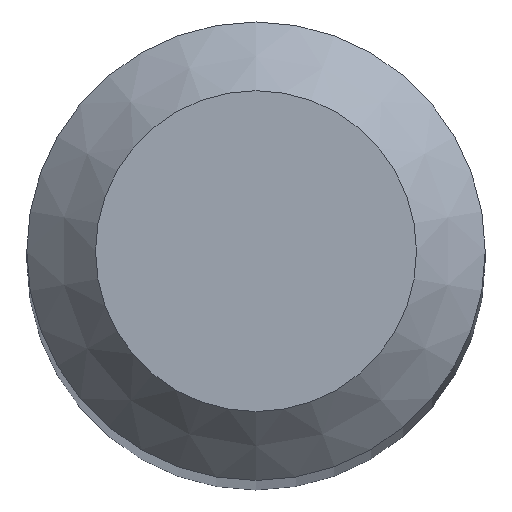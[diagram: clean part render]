
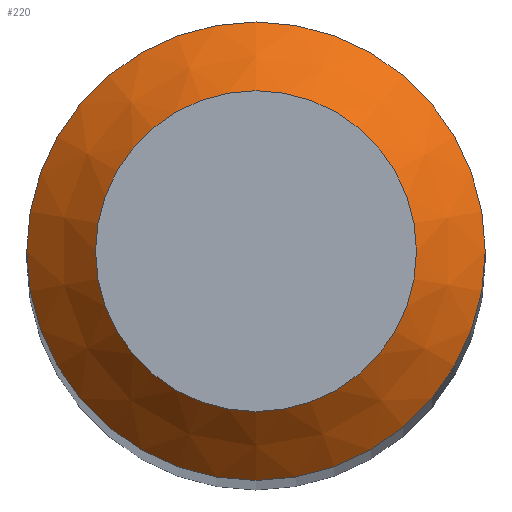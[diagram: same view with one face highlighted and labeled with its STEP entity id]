
A CAD part, top view. The second image highlights one B-rep face of the part: STEP entity #220.
In plain terms, the highlighted conical face has half-angle 45 degrees and reference radius 0.7 mm.
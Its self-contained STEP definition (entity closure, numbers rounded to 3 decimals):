
#25 = DIRECTION ( 'NONE',  ( 0., 0., -1. ) ) ;
#68 = ORIENTED_EDGE ( 'NONE', *, *, #73, .F. ) ;
#73 = EDGE_CURVE ( 'NONE', #77, #77, #173, .T. ) ;
#77 = VERTEX_POINT ( 'NONE', #161 ) ;
#80 = FACE_OUTER_BOUND ( 'NONE', #114, .T. ) ;
#82 = AXIS2_PLACEMENT_3D ( 'NONE', #178, #122, #89 ) ;
#86 = DIRECTION ( 'NONE',  ( 0., 0., -1. ) ) ;
#89 = DIRECTION ( 'NONE',  ( 0., 1., 0. ) ) ;
#114 = EDGE_LOOP ( 'NONE', ( #68 ) ) ;
#119 = AXIS2_PLACEMENT_3D ( 'NONE', #195, #25, #139 ) ;
#122 = DIRECTION ( 'NONE',  ( 0., 0., -1. ) ) ;
#139 = DIRECTION ( 'NONE',  ( 0., 1., 0. ) ) ;
#141 = VERTEX_POINT ( 'NONE', #210 ) ;
#154 = EDGE_CURVE ( 'NONE', #141, #141, #175, .T. ) ;
#156 = FACE_BOUND ( 'NONE', #202, .T. ) ;
#159 = AXIS2_PLACEMENT_3D ( 'NONE', #207, #86, #194 ) ;
#161 = CARTESIAN_POINT ( 'NONE',  ( 0., 1., 31.7 ) ) ;
#173 = CIRCLE ( 'NONE', #82, 1. ) ;
#175 = CIRCLE ( 'NONE', #159, 0.7 ) ;
#178 = CARTESIAN_POINT ( 'NONE',  ( 0., 0., 31.7 ) ) ;
#194 = DIRECTION ( 'NONE',  ( 0., 1., 0. ) ) ;
#195 = CARTESIAN_POINT ( 'NONE',  ( 0., 0., 32. ) ) ;
#202 = EDGE_LOOP ( 'NONE', ( #216 ) ) ;
#207 = CARTESIAN_POINT ( 'NONE',  ( 0., 0., 32. ) ) ;
#208 = CONICAL_SURFACE ( 'NONE', #119, 0.7, 0.785 ) ;
#210 = CARTESIAN_POINT ( 'NONE',  ( 0., 0.7, 32. ) ) ;
#216 = ORIENTED_EDGE ( 'NONE', *, *, #154, .T. ) ;
#220 = ADVANCED_FACE ( 'NONE', ( #80, #156 ), #208, .T. ) ;
